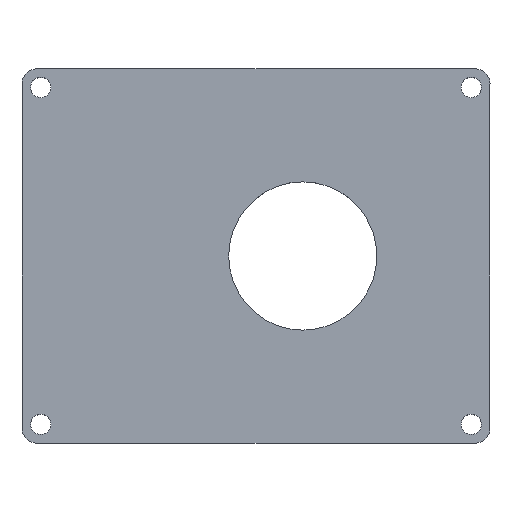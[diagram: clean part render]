
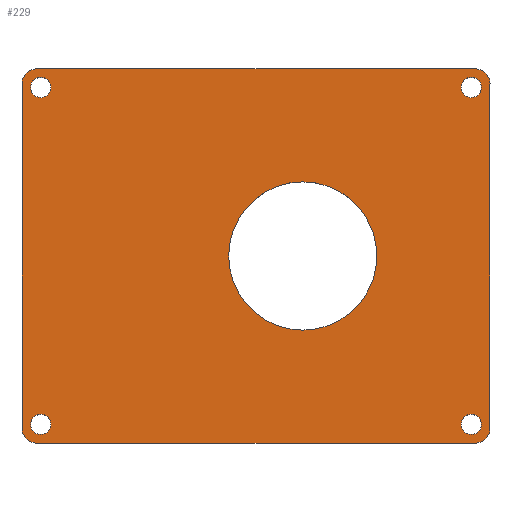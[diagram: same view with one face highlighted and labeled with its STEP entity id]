
A CAD part, top view. The second image highlights one B-rep face of the part: STEP entity #229.
In plain terms, the highlighted planar face has unit normal (0, 0, 1).
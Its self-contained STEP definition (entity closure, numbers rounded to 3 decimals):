
#24 = VERTEX_POINT('',#25);
#25 = CARTESIAN_POINT('',(0.,2.,3.98));
#31 = EDGE_CURVE('',#24,#32,#34,.T.);
#32 = VERTEX_POINT('',#33);
#33 = CARTESIAN_POINT('',(0.,48.,3.98));
#34 = LINE('',#35,#36);
#35 = CARTESIAN_POINT('',(0.,2.,3.98));
#36 = VECTOR('',#37,1.);
#37 = DIRECTION('',(0.,1.,0.));
#64 = VERTEX_POINT('',#65);
#65 = CARTESIAN_POINT('',(-2.,0.,3.98));
#71 = EDGE_CURVE('',#64,#24,#72,.T.);
#72 = CIRCLE('',#73,2.);
#73 = AXIS2_PLACEMENT_3D('',#74,#75,#76);
#74 = CARTESIAN_POINT('',(-2.,2.,3.98));
#75 = DIRECTION('',(0.,0.,1.));
#76 = DIRECTION('',(1.,0.,0.));
#95 = EDGE_CURVE('',#32,#96,#98,.T.);
#96 = VERTEX_POINT('',#97);
#97 = CARTESIAN_POINT('',(-2.,50.,3.98));
#98 = CIRCLE('',#99,2.);
#99 = AXIS2_PLACEMENT_3D('',#100,#101,#102);
#100 = CARTESIAN_POINT('',(-2.,48.,3.98));
#101 = DIRECTION('',(0.,0.,1.));
#102 = DIRECTION('',(1.,0.,0.));
#229 = ADVANCED_FACE('',(#230,#275,#286,#297,#308,#319),#330,.T.);
#230 = FACE_BOUND('',#231,.T.);
#231 = EDGE_LOOP('',(#232,#233,#234,#242,#251,#259,#268,#274));
#232 = ORIENTED_EDGE('',*,*,#31,.T.);
#233 = ORIENTED_EDGE('',*,*,#95,.T.);
#234 = ORIENTED_EDGE('',*,*,#235,.T.);
#235 = EDGE_CURVE('',#96,#236,#238,.T.);
#236 = VERTEX_POINT('',#237);
#237 = CARTESIAN_POINT('',(-60.5,50.,3.98));
#238 = LINE('',#239,#240);
#239 = CARTESIAN_POINT('',(-2.,50.,3.98));
#240 = VECTOR('',#241,1.);
#241 = DIRECTION('',(-1.,0.,0.));
#242 = ORIENTED_EDGE('',*,*,#243,.T.);
#243 = EDGE_CURVE('',#236,#244,#246,.T.);
#244 = VERTEX_POINT('',#245);
#245 = CARTESIAN_POINT('',(-62.5,48.,3.98));
#246 = CIRCLE('',#247,2.);
#247 = AXIS2_PLACEMENT_3D('',#248,#249,#250);
#248 = CARTESIAN_POINT('',(-60.5,48.,3.98));
#249 = DIRECTION('',(0.,0.,1.));
#250 = DIRECTION('',(1.,0.,0.));
#251 = ORIENTED_EDGE('',*,*,#252,.T.);
#252 = EDGE_CURVE('',#244,#253,#255,.T.);
#253 = VERTEX_POINT('',#254);
#254 = CARTESIAN_POINT('',(-62.5,2.,3.98));
#255 = LINE('',#256,#257);
#256 = CARTESIAN_POINT('',(-62.5,48.,3.98));
#257 = VECTOR('',#258,1.);
#258 = DIRECTION('',(0.,-1.,0.));
#259 = ORIENTED_EDGE('',*,*,#260,.T.);
#260 = EDGE_CURVE('',#253,#261,#263,.T.);
#261 = VERTEX_POINT('',#262);
#262 = CARTESIAN_POINT('',(-60.5,0.,3.98));
#263 = CIRCLE('',#264,2.);
#264 = AXIS2_PLACEMENT_3D('',#265,#266,#267);
#265 = CARTESIAN_POINT('',(-60.5,2.,3.98));
#266 = DIRECTION('',(0.,0.,1.));
#267 = DIRECTION('',(1.,0.,0.));
#268 = ORIENTED_EDGE('',*,*,#269,.T.);
#269 = EDGE_CURVE('',#261,#64,#270,.T.);
#270 = LINE('',#271,#272);
#271 = CARTESIAN_POINT('',(-60.5,0.,3.98));
#272 = VECTOR('',#273,1.);
#273 = DIRECTION('',(1.,0.,0.));
#274 = ORIENTED_EDGE('',*,*,#71,.T.);
#275 = FACE_BOUND('',#276,.T.);
#276 = EDGE_LOOP('',(#277));
#277 = ORIENTED_EDGE('',*,*,#278,.F.);
#278 = EDGE_CURVE('',#279,#279,#281,.T.);
#279 = VERTEX_POINT('',#280);
#280 = CARTESIAN_POINT('',(-58.65,2.5,3.98));
#281 = CIRCLE('',#282,1.35);
#282 = AXIS2_PLACEMENT_3D('',#283,#284,#285);
#283 = CARTESIAN_POINT('',(-60.,2.5,3.98));
#284 = DIRECTION('',(0.,0.,1.));
#285 = DIRECTION('',(1.,0.,0.));
#286 = FACE_BOUND('',#287,.T.);
#287 = EDGE_LOOP('',(#288));
#288 = ORIENTED_EDGE('',*,*,#289,.F.);
#289 = EDGE_CURVE('',#290,#290,#292,.T.);
#290 = VERTEX_POINT('',#291);
#291 = CARTESIAN_POINT('',(-1.15,2.5,3.98));
#292 = CIRCLE('',#293,1.35);
#293 = AXIS2_PLACEMENT_3D('',#294,#295,#296);
#294 = CARTESIAN_POINT('',(-2.5,2.5,3.98));
#295 = DIRECTION('',(0.,0.,1.));
#296 = DIRECTION('',(1.,0.,0.));
#297 = FACE_BOUND('',#298,.T.);
#298 = EDGE_LOOP('',(#299));
#299 = ORIENTED_EDGE('',*,*,#300,.F.);
#300 = EDGE_CURVE('',#301,#301,#303,.T.);
#301 = VERTEX_POINT('',#302);
#302 = CARTESIAN_POINT('',(-58.65,47.5,3.98));
#303 = CIRCLE('',#304,1.35);
#304 = AXIS2_PLACEMENT_3D('',#305,#306,#307);
#305 = CARTESIAN_POINT('',(-60.,47.5,3.98));
#306 = DIRECTION('',(0.,0.,1.));
#307 = DIRECTION('',(1.,0.,0.));
#308 = FACE_BOUND('',#309,.T.);
#309 = EDGE_LOOP('',(#310));
#310 = ORIENTED_EDGE('',*,*,#311,.F.);
#311 = EDGE_CURVE('',#312,#312,#314,.T.);
#312 = VERTEX_POINT('',#313);
#313 = CARTESIAN_POINT('',(-15.1,25.,3.98));
#314 = CIRCLE('',#315,9.9);
#315 = AXIS2_PLACEMENT_3D('',#316,#317,#318);
#316 = CARTESIAN_POINT('',(-25.,25.,3.98));
#317 = DIRECTION('',(0.,0.,1.));
#318 = DIRECTION('',(1.,0.,0.));
#319 = FACE_BOUND('',#320,.T.);
#320 = EDGE_LOOP('',(#321));
#321 = ORIENTED_EDGE('',*,*,#322,.F.);
#322 = EDGE_CURVE('',#323,#323,#325,.T.);
#323 = VERTEX_POINT('',#324);
#324 = CARTESIAN_POINT('',(-1.15,47.5,3.98));
#325 = CIRCLE('',#326,1.35);
#326 = AXIS2_PLACEMENT_3D('',#327,#328,#329);
#327 = CARTESIAN_POINT('',(-2.5,47.5,3.98));
#328 = DIRECTION('',(0.,0.,1.));
#329 = DIRECTION('',(1.,0.,0.));
#330 = PLANE('',#331);
#331 = AXIS2_PLACEMENT_3D('',#332,#333,#334);
#332 = CARTESIAN_POINT('',(-30.072,25.,3.98));
#333 = DIRECTION('',(0.,0.,1.));
#334 = DIRECTION('',(1.,0.,0.));
